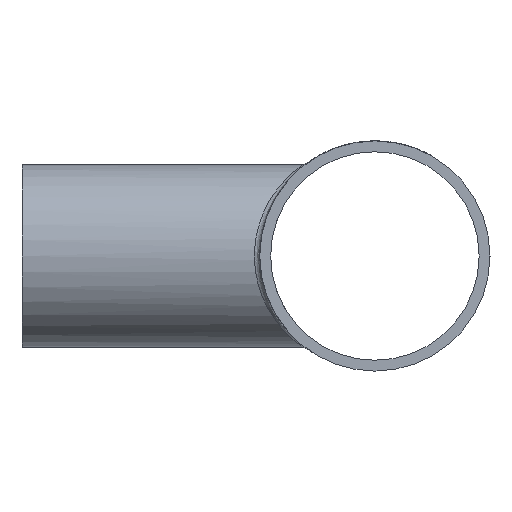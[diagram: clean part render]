
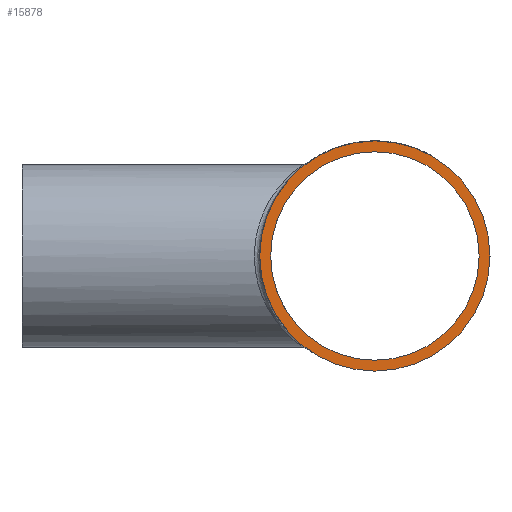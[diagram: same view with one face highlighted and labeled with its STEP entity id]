
A CAD part, left-side view. The second image highlights one B-rep face of the part: STEP entity #15878.
In plain terms, the highlighted planar face has unit normal (-1, 0, 0).
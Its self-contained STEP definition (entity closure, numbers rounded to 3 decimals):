
#685 = CIRCLE ( 'NONE', #10962, 21.2 ) ;
#711 = AXIS2_PLACEMENT_3D ( 'NONE', #12070, #18231, #14981 ) ;
#872 = FACE_OUTER_BOUND ( 'NONE', #10655, .T. ) ;
#1276 = CARTESIAN_POINT ( 'NONE',  ( -65., 0., 21.2 ) ) ;
#2140 = ORIENTED_EDGE ( 'NONE', *, *, #10735, .F. ) ;
#2345 = CARTESIAN_POINT ( 'NONE',  ( -65., 0., 0. ) ) ;
#5010 = CARTESIAN_POINT ( 'NONE',  ( -65., 0., 0. ) ) ;
#5104 = VERTEX_POINT ( 'NONE', #1276 ) ;
#5783 = DIRECTION ( 'NONE',  ( 0., 0., 1. ) ) ;
#6075 = EDGE_CURVE ( 'NONE', #5104, #5104, #685, .T. ) ;
#6296 = ORIENTED_EDGE ( 'NONE', *, *, #6075, .T. ) ;
#7772 = CIRCLE ( 'NONE', #711, 19.2 ) ;
#9973 = DIRECTION ( 'NONE',  ( 0., 0., 1. ) ) ;
#10526 = DIRECTION ( 'NONE',  ( -1., 0., 0. ) ) ;
#10655 = EDGE_LOOP ( 'NONE', ( #6296 ) ) ;
#10735 = EDGE_CURVE ( 'NONE', #14926, #14926, #7772, .T. ) ;
#10962 = AXIS2_PLACEMENT_3D ( 'NONE', #2345, #11467, #9973 ) ;
#11467 = DIRECTION ( 'NONE',  ( -1., 0., 0. ) ) ;
#12070 = CARTESIAN_POINT ( 'NONE',  ( -65., 0., 0. ) ) ;
#12759 = AXIS2_PLACEMENT_3D ( 'NONE', #5010, #10526, #5783 ) ;
#14926 = VERTEX_POINT ( 'NONE', #16439 ) ;
#14981 = DIRECTION ( 'NONE',  ( 0., 0., 1. ) ) ;
#15790 = EDGE_LOOP ( 'NONE', ( #2140 ) ) ;
#15878 = ADVANCED_FACE ( 'NONE', ( #16141, #872 ), #18787, .T. ) ;
#16141 = FACE_BOUND ( 'NONE', #15790, .T. ) ;
#16439 = CARTESIAN_POINT ( 'NONE',  ( -65., 0., 19.2 ) ) ;
#18231 = DIRECTION ( 'NONE',  ( -1., 0., 0. ) ) ;
#18787 = PLANE ( 'NONE',  #12759 ) ;
